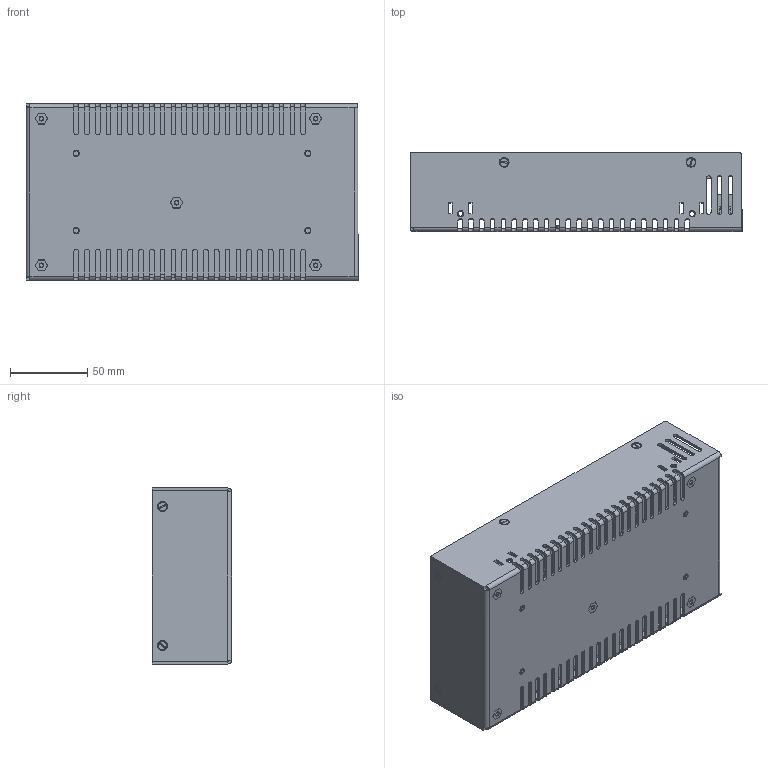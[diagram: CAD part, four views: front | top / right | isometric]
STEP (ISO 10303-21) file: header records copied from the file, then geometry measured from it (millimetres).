
FILE_DESCRIPTION(/* description */ ('STEP AP214'),/* implementation_level */ '2;1');
FILE_NAME(/* name */ 'Switching power supply.stp',/* time_stamp */ '2018-01-13T11:02:38+07:00',/* author */ ('Thai'),/* organization */ (''),/* preprocessor_version */ 'ST-DEVELOPER v16.13',/* originating_system */ 'Autodesk Inventor 2018',/* authorisation */ '');
FILE_SCHEMA (('AUTOMOTIVE_DESIGN { 1 0 10303 214 3 1 1 }'));
Length unit declared in the file: millimetre
Products named in the file (13): Switching power supply; SWP (Basis); SWP (Deksel); Slotted Countersunk Flat Head Screw_DIN_ISO 2009 - M3 x 5 --- 5N; Body 60mm fan; Propellor 60mm fan; Slotted Countersunk Flat Head Screw_DIN_ISO 2009 - M3 x 20 --- 20N; SWP (M3 moer); SWP (PCB); SWP (Montage draad); SWP (Montage draad 2); Slotted Cheese Head Screw_DIN_ISO 1207 - M4 x 5 --- 5N; SWP (switch)
Assembly tree (46 placements, depth 2):
  Switching power supply
    SWP (Basis)
    SWP (Deksel)
    Slotted Countersunk Flat Head Screw_DIN_ISO 2009 - M3 x 5 --- 5N  x6
    Body 60mm fan
    Propellor 60mm fan
    Slotted Countersunk Flat Head Screw_DIN_ISO 2009 - M3 x 20 --- 20N  x2
    SWP (M3 moer)  x5
    SWP (PCB)
    SWP (Montage draad)  x9
    SWP (Montage draad 2)  x9
    Slotted Cheese Head Screw_DIN_ISO 1207 - M4 x 5 --- 5N  x9
    SWP (switch)
Bounding box: 215 x 51.25 x 114 mm (x, y, z)
Volume: 203943.6 mm3; surface area: 244844.8 mm2
Topology: 46 solids, 46 shells, 2108 faces, 5519 edges, 3440 vertices
Faces by surface type: plane 1356, cylinder 534, cone 91, bspline 91, torus 36
Full cylindrical faces by diameter (mm): 2.5 x11, 3 x8, 3.3 x19, 3.4 x8, 3.9 x4, 4 x27, 4.3 x4, 5 x5, 6.5 x4, 7.24 x1, 57 x1
Entity records: 48694 total; most frequent: CARTESIAN_POINT 12551, ORIENTED_EDGE 7292, DIRECTION 7229, EDGE_CURVE 3646, AXIS2_PLACEMENT_3D 2411, LINE 2407, VECTOR 2407, VERTEX_POINT 2323
